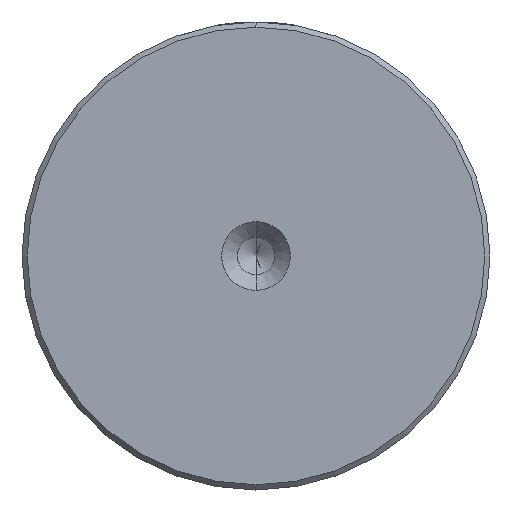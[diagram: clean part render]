
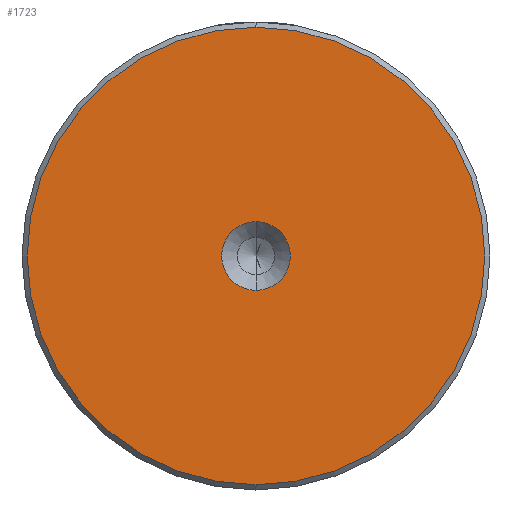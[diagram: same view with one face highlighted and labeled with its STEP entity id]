
A CAD part, left-side view. The second image highlights one B-rep face of the part: STEP entity #1723.
In plain terms, the highlighted planar face has unit normal (-1, 0, 0).
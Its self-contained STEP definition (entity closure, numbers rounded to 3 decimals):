
#1 = DIRECTION ( 'NONE',  ( 0., 0., 1. ) ) ;
#47 = DIRECTION ( 'NONE',  ( -1., 0., 0. ) ) ;
#66 = DIRECTION ( 'NONE',  ( 0., 0., 1. ) ) ;
#240 = CIRCLE ( 'NONE', #2359, 22. ) ;
#268 = ORIENTED_EDGE ( 'NONE', *, *, #1953, .T. ) ;
#364 = VERTEX_POINT ( 'NONE', #420 ) ;
#420 = CARTESIAN_POINT ( 'NONE',  ( 0., 0., -3.3 ) ) ;
#434 = ORIENTED_EDGE ( 'NONE', *, *, #967, .F. ) ;
#515 = CARTESIAN_POINT ( 'NONE',  ( 0., 0., 22. ) ) ;
#568 = AXIS2_PLACEMENT_3D ( 'NONE', #2366, #1246, #66 ) ;
#708 = EDGE_CURVE ( 'NONE', #2033, #798, #1280, .T. ) ;
#709 = CARTESIAN_POINT ( 'NONE',  ( 0., 0., 0. ) ) ;
#719 = FACE_BOUND ( 'NONE', #1051, .T. ) ;
#798 = VERTEX_POINT ( 'NONE', #1614 ) ;
#835 = PLANE ( 'NONE',  #1277 ) ;
#907 = DIRECTION ( 'NONE',  ( 0., 0., 1. ) ) ;
#911 = DIRECTION ( 'NONE',  ( -1., 0., 0. ) ) ;
#967 = EDGE_CURVE ( 'NONE', #1463, #364, #1665, .T. ) ;
#1051 = EDGE_LOOP ( 'NONE', ( #434, #1735 ) ) ;
#1058 = AXIS2_PLACEMENT_3D ( 'NONE', #1674, #911, #2415 ) ;
#1087 = CIRCLE ( 'NONE', #568, 3.3 ) ;
#1093 = EDGE_CURVE ( 'NONE', #364, #1463, #1087, .T. ) ;
#1181 = DIRECTION ( 'NONE',  ( -1., 0., 0. ) ) ;
#1246 = DIRECTION ( 'NONE',  ( -1., 0., 0. ) ) ;
#1277 = AXIS2_PLACEMENT_3D ( 'NONE', #1796, #47, #2178 ) ;
#1280 = CIRCLE ( 'NONE', #1058, 22. ) ;
#1463 = VERTEX_POINT ( 'NONE', #1684 ) ;
#1499 = ORIENTED_EDGE ( 'NONE', *, *, #708, .T. ) ;
#1540 = EDGE_LOOP ( 'NONE', ( #268, #1499 ) ) ;
#1614 = CARTESIAN_POINT ( 'NONE',  ( 0., 0., -22. ) ) ;
#1665 = CIRCLE ( 'NONE', #2282, 3.3 ) ;
#1674 = CARTESIAN_POINT ( 'NONE',  ( 0., 0., 0. ) ) ;
#1684 = CARTESIAN_POINT ( 'NONE',  ( 0., 0., 3.3 ) ) ;
#1701 = FACE_OUTER_BOUND ( 'NONE', #1540, .T. ) ;
#1723 = ADVANCED_FACE ( 'NONE', ( #1701, #719 ), #835, .T. ) ;
#1735 = ORIENTED_EDGE ( 'NONE', *, *, #1093, .F. ) ;
#1796 = CARTESIAN_POINT ( 'NONE',  ( 0., 0., 0. ) ) ;
#1953 = EDGE_CURVE ( 'NONE', #798, #2033, #240, .T. ) ;
#2033 = VERTEX_POINT ( 'NONE', #515 ) ;
#2068 = DIRECTION ( 'NONE',  ( -1., 0., 0. ) ) ;
#2178 = DIRECTION ( 'NONE',  ( 0., 0., 1. ) ) ;
#2282 = AXIS2_PLACEMENT_3D ( 'NONE', #2308, #1181, #1 ) ;
#2308 = CARTESIAN_POINT ( 'NONE',  ( 0., 0., 0. ) ) ;
#2359 = AXIS2_PLACEMENT_3D ( 'NONE', #709, #2068, #907 ) ;
#2366 = CARTESIAN_POINT ( 'NONE',  ( 0., 0., 0. ) ) ;
#2415 = DIRECTION ( 'NONE',  ( 0., 0., 1. ) ) ;
